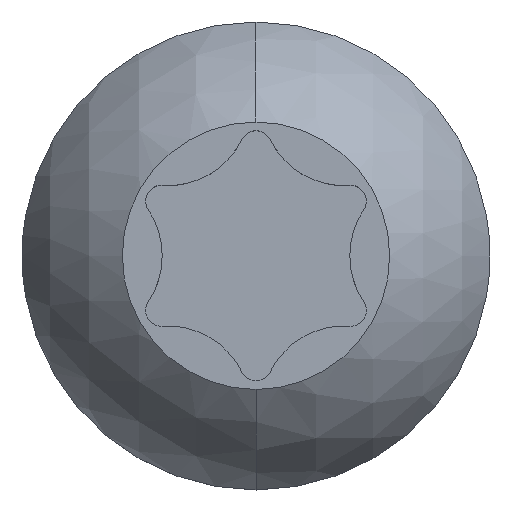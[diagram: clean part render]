
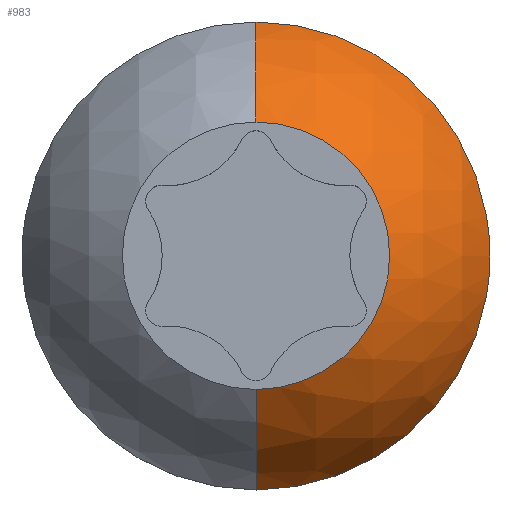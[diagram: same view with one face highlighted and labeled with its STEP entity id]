
A CAD part, top view. The second image highlights one B-rep face of the part: STEP entity #983.
In plain terms, the highlighted spherical face has radius 5.585 mm.
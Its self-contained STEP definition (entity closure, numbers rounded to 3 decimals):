
#57 = CIRCLE ( 'NONE', #1164, 5.25 ) ;
#114 = VERTEX_POINT ( 'NONE', #679 ) ;
#314 = DIRECTION ( 'NONE',  ( 0., -1., 0. ) ) ;
#321 = AXIS2_PLACEMENT_3D ( 'NONE', #4343, #4647, #314 ) ;
#374 = DIRECTION ( 'NONE',  ( 1., 0., 0. ) ) ;
#381 = EDGE_LOOP ( 'NONE', ( #636, #1064, #3634, #3987 ) ) ;
#398 = VERTEX_POINT ( 'NONE', #3017 ) ;
#406 = VERTEX_POINT ( 'NONE', #2237 ) ;
#476 = AXIS2_PLACEMENT_3D ( 'NONE', #2980, #374, #3288 ) ;
#636 = ORIENTED_EDGE ( 'NONE', *, *, #1896, .T. ) ;
#679 = CARTESIAN_POINT ( 'NONE',  ( 0., 3., 11.3 ) ) ;
#737 = EDGE_CURVE ( 'NONE', #406, #398, #2446, .T. ) ;
#922 = EDGE_CURVE ( 'NONE', #3233, #114, #4516, .T. ) ;
#975 = CARTESIAN_POINT ( 'NONE',  ( 0., 0., 8.495 ) ) ;
#983 = ADVANCED_FACE ( 'NONE', ( #2381 ), #3409, .T. ) ;
#1064 = ORIENTED_EDGE ( 'NONE', *, *, #922, .T. ) ;
#1164 = AXIS2_PLACEMENT_3D ( 'NONE', #975, #3146, #2445 ) ;
#1660 = CIRCLE ( 'NONE', #321, 3. ) ;
#1687 = AXIS2_PLACEMENT_3D ( 'NONE', #2500, #3588, #1764 ) ;
#1764 = DIRECTION ( 'NONE',  ( 0., -1., 0. ) ) ;
#1896 = EDGE_CURVE ( 'NONE', #406, #3233, #57, .T. ) ;
#2125 = CARTESIAN_POINT ( 'NONE',  ( 0., 5.25, 8.495 ) ) ;
#2237 = CARTESIAN_POINT ( 'NONE',  ( 0., -5.25, 8.495 ) ) ;
#2381 = FACE_OUTER_BOUND ( 'NONE', #381, .T. ) ;
#2445 = DIRECTION ( 'NONE',  ( 0., -1., 0. ) ) ;
#2446 = CIRCLE ( 'NONE', #4337, 5.585 ) ;
#2500 = CARTESIAN_POINT ( 'NONE',  ( 0., 0., 6.589 ) ) ;
#2545 = CARTESIAN_POINT ( 'NONE',  ( 0., 0., 6.589 ) ) ;
#2894 = DIRECTION ( 'NONE',  ( -1., 0., 0. ) ) ;
#2980 = CARTESIAN_POINT ( 'NONE',  ( 0., 0., 6.589 ) ) ;
#3017 = CARTESIAN_POINT ( 'NONE',  ( 0., -3., 11.3 ) ) ;
#3146 = DIRECTION ( 'NONE',  ( 0., 0., 1. ) ) ;
#3233 = VERTEX_POINT ( 'NONE', #2125 ) ;
#3288 = DIRECTION ( 'NONE',  ( 0., 1., 0. ) ) ;
#3409 = SPHERICAL_SURFACE ( 'NONE', #1687, 5.585 ) ;
#3588 = DIRECTION ( 'NONE',  ( 1., 0., 0. ) ) ;
#3620 = DIRECTION ( 'NONE',  ( 0., -1., 0. ) ) ;
#3634 = ORIENTED_EDGE ( 'NONE', *, *, #4209, .F. ) ;
#3987 = ORIENTED_EDGE ( 'NONE', *, *, #737, .F. ) ;
#4209 = EDGE_CURVE ( 'NONE', #398, #114, #1660, .T. ) ;
#4337 = AXIS2_PLACEMENT_3D ( 'NONE', #2545, #2894, #3620 ) ;
#4343 = CARTESIAN_POINT ( 'NONE',  ( 0., 0., 11.3 ) ) ;
#4516 = CIRCLE ( 'NONE', #476, 5.585 ) ;
#4647 = DIRECTION ( 'NONE',  ( 0., 0., 1. ) ) ;
